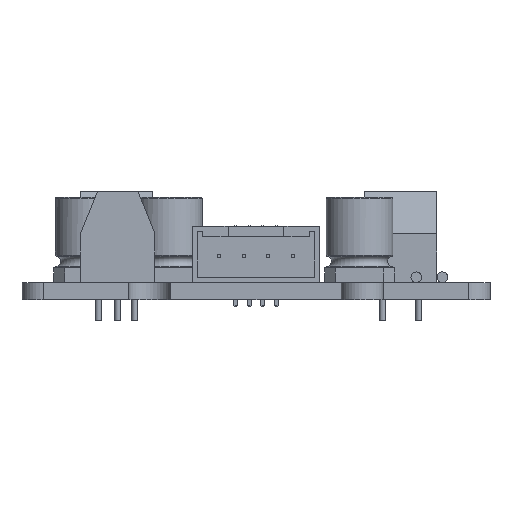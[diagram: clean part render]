
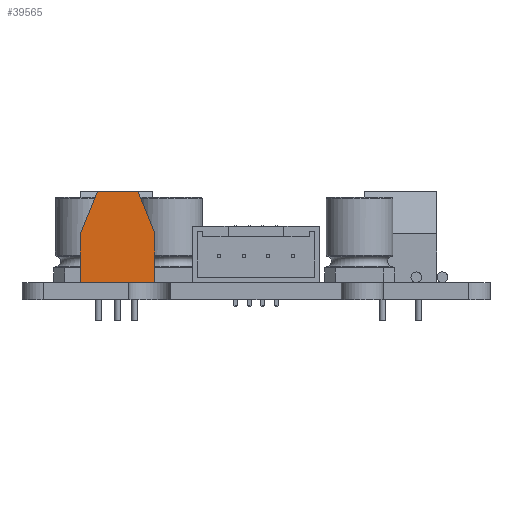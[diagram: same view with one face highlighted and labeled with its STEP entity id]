
A CAD part, left-side view. The second image highlights one B-rep face of the part: STEP entity #39565.
In plain terms, the highlighted face is planar.
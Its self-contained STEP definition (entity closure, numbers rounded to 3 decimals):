
#392 = VECTOR ( 'NONE', #22325, 1000. ) ;
#2841 = CARTESIAN_POINT ( 'NONE',  ( 6.8, 0., -7. ) ) ;
#2891 = EDGE_CURVE ( 'NONE', #25669, #36965, #20150, .T. ) ;
#3641 = CARTESIAN_POINT ( 'NONE',  ( 6.8, 4.6, -7. ) ) ;
#6928 = CARTESIAN_POINT ( 'NONE',  ( 6.8, 0., 0. ) ) ;
#7335 = LINE ( 'NONE', #25727, #48267 ) ;
#7628 = ORIENTED_EDGE ( 'NONE', *, *, #38291, .T. ) ;
#8024 = VERTEX_POINT ( 'NONE', #55668 ) ;
#9891 = DIRECTION ( 'NONE',  ( 0., -0.928, 0.371 ) ) ;
#11883 = CARTESIAN_POINT ( 'NONE',  ( 6.8, 0., 0. ) ) ;
#12743 = EDGE_CURVE ( 'NONE', #36965, #36249, #54910, .T. ) ;
#15266 = DIRECTION ( 'NONE',  ( 0., 0., 1. ) ) ;
#15887 = CARTESIAN_POINT ( 'NONE',  ( 6.8, 8.6, -1.6 ) ) ;
#16222 = CARTESIAN_POINT ( 'NONE',  ( 6.8, 8.6, -1.6 ) ) ;
#16888 = DIRECTION ( 'NONE',  ( 0., 0., 1. ) ) ;
#18592 = VERTEX_POINT ( 'NONE', #2841 ) ;
#18811 = VECTOR ( 'NONE', #28618, 1000. ) ;
#20150 = LINE ( 'NONE', #38614, #48658 ) ;
#20498 = VECTOR ( 'NONE', #55207, 1000. ) ;
#22123 = EDGE_LOOP ( 'NONE', ( #7628, #27949, #41559, #34131, #48727, #46014 ) ) ;
#22325 = DIRECTION ( 'NONE',  ( 0., 1., 0. ) ) ;
#23588 = CARTESIAN_POINT ( 'NONE',  ( 6.8, 0., -7. ) ) ;
#25669 = VERTEX_POINT ( 'NONE', #16222 ) ;
#25727 = CARTESIAN_POINT ( 'NONE',  ( 6.8, 8.6, -5.4 ) ) ;
#27949 = ORIENTED_EDGE ( 'NONE', *, *, #59113, .T. ) ;
#28618 = DIRECTION ( 'NONE',  ( 0., 0., -1. ) ) ;
#32989 = AXIS2_PLACEMENT_3D ( 'NONE', #11883, #40617, #16888 ) ;
#33627 = LINE ( 'NONE', #23588, #18811 ) ;
#33982 = VECTOR ( 'NONE', #15266, 1000. ) ;
#34131 = ORIENTED_EDGE ( 'NONE', *, *, #55010, .T. ) ;
#34823 = EDGE_CURVE ( 'NONE', #60018, #8024, #7335, .T. ) ;
#36249 = VERTEX_POINT ( 'NONE', #6928 ) ;
#36965 = VERTEX_POINT ( 'NONE', #48550 ) ;
#37010 = LINE ( 'NONE', #3641, #392 ) ;
#38291 = EDGE_CURVE ( 'NONE', #36249, #18592, #33627, .T. ) ;
#38614 = CARTESIAN_POINT ( 'NONE',  ( 6.8, 4.6, 0. ) ) ;
#39565 = ADVANCED_FACE ( 'NONE', ( #44743 ), #54726, .F. ) ;
#40617 = DIRECTION ( 'NONE',  ( -1., 0., 0. ) ) ;
#41559 = ORIENTED_EDGE ( 'NONE', *, *, #34823, .T. ) ;
#44743 = FACE_OUTER_BOUND ( 'NONE', #22123, .T. ) ;
#46014 = ORIENTED_EDGE ( 'NONE', *, *, #12743, .T. ) ;
#48267 = VECTOR ( 'NONE', #59825, 1000. ) ;
#48550 = CARTESIAN_POINT ( 'NONE',  ( 6.8, 4.6, 0. ) ) ;
#48658 = VECTOR ( 'NONE', #9891, 1000. ) ;
#48727 = ORIENTED_EDGE ( 'NONE', *, *, #2891, .T. ) ;
#54201 = CARTESIAN_POINT ( 'NONE',  ( 6.8, 4.6, -7. ) ) ;
#54279 = CARTESIAN_POINT ( 'NONE',  ( 6.8, 0., 0. ) ) ;
#54726 = PLANE ( 'NONE',  #32989 ) ;
#54910 = LINE ( 'NONE', #54279, #20498 ) ;
#55010 = EDGE_CURVE ( 'NONE', #8024, #25669, #58078, .T. ) ;
#55207 = DIRECTION ( 'NONE',  ( 0., -1., 0. ) ) ;
#55668 = CARTESIAN_POINT ( 'NONE',  ( 6.8, 8.6, -5.4 ) ) ;
#58078 = LINE ( 'NONE', #15887, #33982 ) ;
#59113 = EDGE_CURVE ( 'NONE', #18592, #60018, #37010, .T. ) ;
#59825 = DIRECTION ( 'NONE',  ( 0., 0.928, 0.371 ) ) ;
#60018 = VERTEX_POINT ( 'NONE', #54201 ) ;
